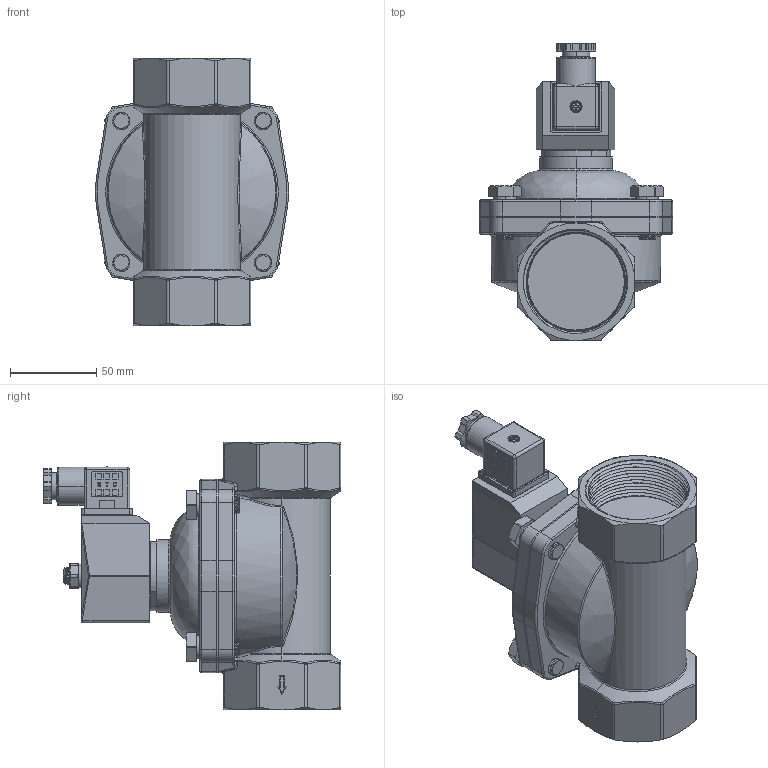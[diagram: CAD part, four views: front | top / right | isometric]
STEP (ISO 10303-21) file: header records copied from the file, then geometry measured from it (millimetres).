
FILE_DESCRIPTION (( 'STEP AP214' ), '1' );
FILE_NAME ('2W500-2.STEP', '2018-11-08T19:36:20', ( '' ), ( '' ), 'SwSTEP 2.0', 'SolidWorks 2016', '' );
FILE_SCHEMA (( 'AUTOMOTIVE_DESIGN' ));
Length unit declared in the file: millimetre
Products named in the file (1): 2W500-2
Bounding box: 111.64 x 172.11 x 154.8 mm (x, y, z)
Volume: 858885.1 mm3; surface area: 174551.1 mm2
Topology: 25 solids, 25 shells, 1721 faces, 4679 edges, 3045 vertices
Faces by surface type: cylinder 679, plane 660, cone 153, bspline 148, torus 47, sphere 34
Entity records: 131087 total; most frequent: CARTESIAN_POINT 72060, ORIENTED_EDGE 9334, DIRECTION 6905, EDGE_CURVE 4667, VERTEX_POINT 3045, AXIS2_PLACEMENT_3D 2308, LINE 2289, VECTOR 2289
